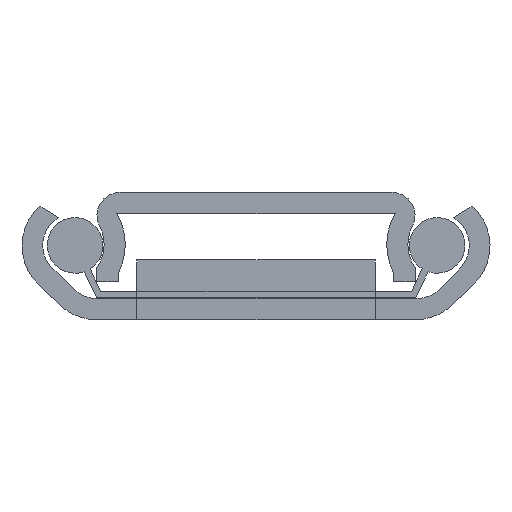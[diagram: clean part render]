
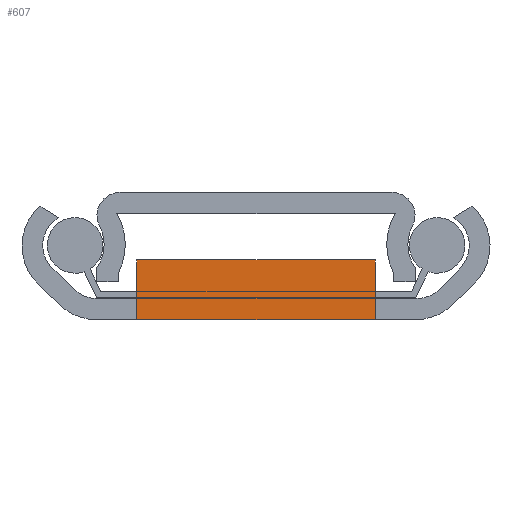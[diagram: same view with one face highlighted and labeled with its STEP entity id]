
A CAD part, left-side view. The second image highlights one B-rep face of the part: STEP entity #607.
In plain terms, the highlighted face is planar.
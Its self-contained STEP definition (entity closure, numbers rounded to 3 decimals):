
#224 = ORIENTED_EDGE ( 'NONE', *, *, #564, .T. ) ;
#225 = ORIENTED_EDGE ( 'NONE', *, *, #565, .F. ) ;
#226 = ORIENTED_EDGE ( 'NONE', *, *, #563, .F. ) ;
#227 = ORIENTED_EDGE ( 'NONE', *, *, #566, .T. ) ;
#228 = ORIENTED_EDGE ( 'NONE', *, *, #567, .F. ) ;
#229 = ORIENTED_EDGE ( 'NONE', *, *, #612, .F. ) ;
#266 = VERTEX_POINT ( 'NONE', #1803 ) ;
#273 = VERTEX_POINT ( 'NONE', #1810 ) ;
#287 = VERTEX_POINT ( 'NONE', #1824 ) ;
#289 = VERTEX_POINT ( 'NONE', #1826 ) ;
#563 = EDGE_CURVE ( 'NONE', #289, #2193, #2692, .T. ) ;
#564 = EDGE_CURVE ( 'NONE', #287, #2193, #2695, .T. ) ;
#565 = EDGE_CURVE ( 'NONE', #273, #289, #2698, .T. ) ;
#566 = EDGE_CURVE ( 'NONE', #273, #2161, #2701, .T. ) ;
#567 = EDGE_CURVE ( 'NONE', #266, #2161, #2704, .T. ) ;
#607 = ADVANCED_FACE ( 'NONE', ( #1154 ), #2839, .F. ) ;
#612 = EDGE_CURVE ( 'NONE', #287, #266, #2856, .T. ) ;
#1058 = VECTOR ( 'NONE', #2694, 1000. ) ;
#1059 = VECTOR ( 'NONE', #2697, 1000. ) ;
#1060 = VECTOR ( 'NONE', #2700, 1000. ) ;
#1061 = VECTOR ( 'NONE', #2703, 1000. ) ;
#1062 = VECTOR ( 'NONE', #2706, 1000. ) ;
#1154 = FACE_OUTER_BOUND ( 'NONE', #2072, .T. ) ;
#1157 = AXIS2_PLACEMENT_3D ( 'NONE', #2840, #2841, #2842 ) ;
#1164 = VECTOR ( 'NONE', #2858, 1000. ) ;
#1434 = CARTESIAN_POINT ( 'NONE',  ( 1.6, -9., -327.8 ) ) ;
#1466 = CARTESIAN_POINT ( 'NONE',  ( 1.6, 9., -327.8 ) ) ;
#1803 = CARTESIAN_POINT ( 'NONE',  ( 0., -9., -327.8 ) ) ;
#1810 = CARTESIAN_POINT ( 'NONE',  ( 4.5, -9., -327.8 ) ) ;
#1824 = CARTESIAN_POINT ( 'NONE',  ( 0., 9., -327.8 ) ) ;
#1826 = CARTESIAN_POINT ( 'NONE',  ( 4.5, 9., -327.8 ) ) ;
#2072 = EDGE_LOOP ( 'NONE', ( #224, #226, #225, #227, #228, #229 ) ) ;
#2161 = VERTEX_POINT ( 'NONE', #1434 ) ;
#2193 = VERTEX_POINT ( 'NONE', #1466 ) ;
#2692 = LINE ( 'NONE', #2693, #1058 ) ;
#2693 = CARTESIAN_POINT ( 'NONE',  ( 4.5, 9., -327.8 ) ) ;
#2694 = DIRECTION ( 'NONE',  ( -1., 0., 0. ) ) ;
#2695 = LINE ( 'NONE', #2696, #1059 ) ;
#2696 = CARTESIAN_POINT ( 'NONE',  ( 0., 9., -327.8 ) ) ;
#2697 = DIRECTION ( 'NONE',  ( 1., 0., 0. ) ) ;
#2698 = LINE ( 'NONE', #2699, #1060 ) ;
#2699 = CARTESIAN_POINT ( 'NONE',  ( 4.5, 9., -327.8 ) ) ;
#2700 = DIRECTION ( 'NONE',  ( 0., 1., 0. ) ) ;
#2701 = LINE ( 'NONE', #2702, #1061 ) ;
#2702 = CARTESIAN_POINT ( 'NONE',  ( 4.5, -9., -327.8 ) ) ;
#2703 = DIRECTION ( 'NONE',  ( -1., 0., 0. ) ) ;
#2704 = LINE ( 'NONE', #2705, #1062 ) ;
#2705 = CARTESIAN_POINT ( 'NONE',  ( 0., -9., -327.8 ) ) ;
#2706 = DIRECTION ( 'NONE',  ( 1., 0., 0. ) ) ;
#2839 = PLANE ( 'NONE',  #1157 ) ;
#2840 = CARTESIAN_POINT ( 'NONE',  ( 0., 9., -327.8 ) ) ;
#2841 = DIRECTION ( 'NONE',  ( 0., 0., 1. ) ) ;
#2842 = DIRECTION ( 'NONE',  ( 1., 0., 0. ) ) ;
#2856 = LINE ( 'NONE', #2857, #1164 ) ;
#2857 = CARTESIAN_POINT ( 'NONE',  ( 0., 9., -327.8 ) ) ;
#2858 = DIRECTION ( 'NONE',  ( 0., -1., 0. ) ) ;
